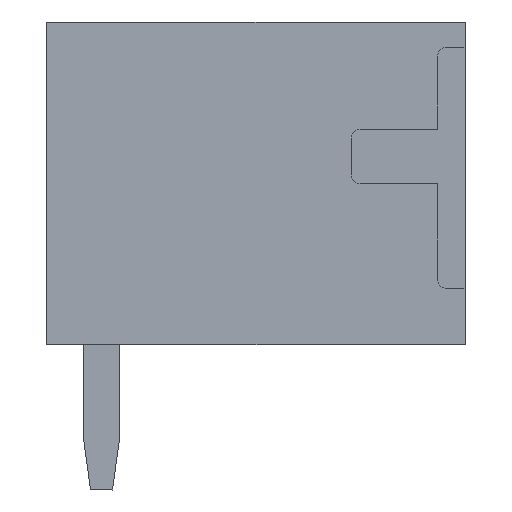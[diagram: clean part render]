
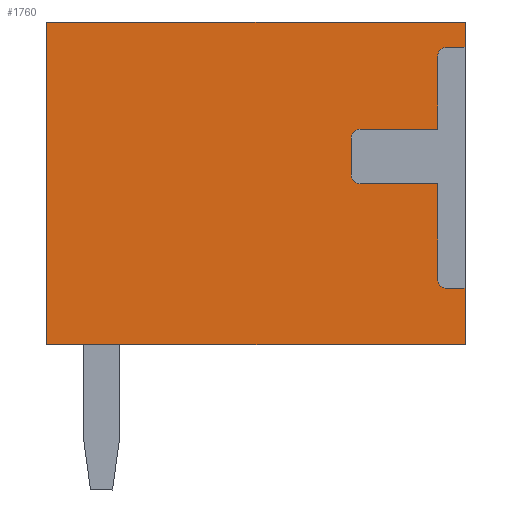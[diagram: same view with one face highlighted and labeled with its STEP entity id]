
A CAD part, left-side view. The second image highlights one B-rep face of the part: STEP entity #1760.
In plain terms, the highlighted planar face has unit normal (-1, 0, 0).
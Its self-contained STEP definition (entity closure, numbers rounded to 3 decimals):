
#1660=AXIS2_PLACEMENT_3D('Plane Axis2P3D',#1657,#1658,#1659) ;
#1676=AXIS2_PLACEMENT_3D('Circle Axis2P3D',#1674,#1675,$) ;
#1697=AXIS2_PLACEMENT_3D('Circle Axis2P3D',#1695,#1696,$) ;
#1711=AXIS2_PLACEMENT_3D('Circle Axis2P3D',#1709,#1710,$) ;
#1732=AXIS2_PLACEMENT_3D('Circle Axis2P3D',#1730,#1731,$) ;
#77=CARTESIAN_POINT('Vertex',(0.3,0.,10.3)) ;
#80=CARTESIAN_POINT('Line Origine',(0.3,0.,10.02)) ;
#84=CARTESIAN_POINT('Vertex',(0.3,0.,9.74)) ;
#105=CARTESIAN_POINT('Vertex',(0.3,0.,4.44)) ;
#108=CARTESIAN_POINT('Line Origine',(0.3,0.,3.82)) ;
#112=CARTESIAN_POINT('Vertex',(0.3,0.,3.2)) ;
#1291=CARTESIAN_POINT('Vertex',(0.3,9.2,10.3)) ;
#1294=CARTESIAN_POINT('Line Origine',(0.3,4.6,10.3)) ;
#1577=CARTESIAN_POINT('Line Origine',(0.3,4.6,3.2)) ;
#1581=CARTESIAN_POINT('Vertex',(0.3,9.2,3.2)) ;
#1657=CARTESIAN_POINT('Axis2P3D Location',(0.3,0.,0.)) ;
#1662=CARTESIAN_POINT('Line Origine',(0.3,9.2,6.75)) ;
#1667=CARTESIAN_POINT('Line Origine',(0.3,0.2,4.44)) ;
#1671=CARTESIAN_POINT('Vertex',(0.3,0.4,4.44)) ;
#1674=CARTESIAN_POINT('Axis2P3D Location',(0.3,0.4,4.64)) ;
#1678=CARTESIAN_POINT('Vertex',(0.3,0.6,4.64)) ;
#1681=CARTESIAN_POINT('Line Origine',(0.3,0.6,5.69)) ;
#1685=CARTESIAN_POINT('Vertex',(0.3,0.6,6.74)) ;
#1688=CARTESIAN_POINT('Line Origine',(0.3,1.45,6.74)) ;
#1692=CARTESIAN_POINT('Vertex',(0.3,2.3,6.74)) ;
#1695=CARTESIAN_POINT('Axis2P3D Location',(0.3,2.3,6.94)) ;
#1699=CARTESIAN_POINT('Vertex',(0.3,2.5,6.94)) ;
#1702=CARTESIAN_POINT('Line Origine',(0.3,2.5,7.34)) ;
#1706=CARTESIAN_POINT('Vertex',(0.3,2.5,7.74)) ;
#1709=CARTESIAN_POINT('Axis2P3D Location',(0.3,2.3,7.74)) ;
#1713=CARTESIAN_POINT('Vertex',(0.3,2.3,7.94)) ;
#1716=CARTESIAN_POINT('Line Origine',(0.3,1.45,7.94)) ;
#1720=CARTESIAN_POINT('Vertex',(0.3,0.6,7.94)) ;
#1723=CARTESIAN_POINT('Line Origine',(0.3,0.6,8.74)) ;
#1727=CARTESIAN_POINT('Vertex',(0.3,0.6,9.54)) ;
#1730=CARTESIAN_POINT('Axis2P3D Location',(0.3,0.4,9.54)) ;
#1734=CARTESIAN_POINT('Vertex',(0.3,0.4,9.74)) ;
#1737=CARTESIAN_POINT('Line Origine',(0.3,0.2,9.74)) ;
#81=DIRECTION('Vector Direction',(0.,0.,-1.)) ;
#109=DIRECTION('Vector Direction',(0.,0.,-1.)) ;
#1295=DIRECTION('Vector Direction',(0.,-1.,0.)) ;
#1578=DIRECTION('Vector Direction',(0.,1.,0.)) ;
#1658=DIRECTION('Axis2P3D Direction',(-1.,0.,0.)) ;
#1659=DIRECTION('Axis2P3D XDirection',(0.,-1.,0.)) ;
#1663=DIRECTION('Vector Direction',(0.,0.,1.)) ;
#1668=DIRECTION('Vector Direction',(0.,-1.,0.)) ;
#1675=DIRECTION('Axis2P3D Direction',(-1.,0.,0.)) ;
#1682=DIRECTION('Vector Direction',(0.,0.,-1.)) ;
#1689=DIRECTION('Vector Direction',(0.,-1.,0.)) ;
#1696=DIRECTION('Axis2P3D Direction',(-1.,0.,0.)) ;
#1703=DIRECTION('Vector Direction',(0.,0.,-1.)) ;
#1710=DIRECTION('Axis2P3D Direction',(-1.,0.,0.)) ;
#1717=DIRECTION('Vector Direction',(0.,1.,0.)) ;
#1724=DIRECTION('Vector Direction',(0.,0.,-1.)) ;
#1731=DIRECTION('Axis2P3D Direction',(-1.,0.,0.)) ;
#1738=DIRECTION('Vector Direction',(0.,1.,0.)) ;
#82=VECTOR('Line Direction',#81,1.) ;
#110=VECTOR('Line Direction',#109,1.) ;
#1296=VECTOR('Line Direction',#1295,1.) ;
#1579=VECTOR('Line Direction',#1578,1.) ;
#1664=VECTOR('Line Direction',#1663,1.) ;
#1669=VECTOR('Line Direction',#1668,1.) ;
#1683=VECTOR('Line Direction',#1682,1.) ;
#1690=VECTOR('Line Direction',#1689,1.) ;
#1704=VECTOR('Line Direction',#1703,1.) ;
#1718=VECTOR('Line Direction',#1717,1.) ;
#1725=VECTOR('Line Direction',#1724,1.) ;
#1739=VECTOR('Line Direction',#1738,1.) ;
#1743=ORIENTED_EDGE('',*,*,#86,.T.) ;
#1744=ORIENTED_EDGE('',*,*,#1298,.T.) ;
#1745=ORIENTED_EDGE('',*,*,#1666,.T.) ;
#1746=ORIENTED_EDGE('',*,*,#1583,.T.) ;
#1747=ORIENTED_EDGE('',*,*,#114,.T.) ;
#1748=ORIENTED_EDGE('',*,*,#1673,.T.) ;
#1749=ORIENTED_EDGE('',*,*,#1680,.T.) ;
#1750=ORIENTED_EDGE('',*,*,#1687,.T.) ;
#1751=ORIENTED_EDGE('',*,*,#1694,.T.) ;
#1752=ORIENTED_EDGE('',*,*,#1701,.T.) ;
#1753=ORIENTED_EDGE('',*,*,#1708,.T.) ;
#1754=ORIENTED_EDGE('',*,*,#1715,.T.) ;
#1755=ORIENTED_EDGE('',*,*,#1722,.T.) ;
#1756=ORIENTED_EDGE('',*,*,#1729,.T.) ;
#1757=ORIENTED_EDGE('',*,*,#1736,.T.) ;
#1758=ORIENTED_EDGE('',*,*,#1741,.T.) ;
#1760=ADVANCED_FACE('HOUSING',(#1759),#1661,.T.) ;
#1677=CIRCLE('generated circle',#1676,0.2) ;
#1698=CIRCLE('generated circle',#1697,0.2) ;
#1712=CIRCLE('generated circle',#1711,0.2) ;
#1733=CIRCLE('generated circle',#1732,0.2) ;
#86=EDGE_CURVE('',#85,#78,#83,.F.) ;
#114=EDGE_CURVE('',#113,#106,#111,.F.) ;
#1298=EDGE_CURVE('',#78,#1292,#1297,.F.) ;
#1583=EDGE_CURVE('',#1582,#113,#1580,.F.) ;
#1666=EDGE_CURVE('',#1292,#1582,#1665,.F.) ;
#1673=EDGE_CURVE('',#106,#1672,#1670,.F.) ;
#1680=EDGE_CURVE('',#1672,#1679,#1677,.F.) ;
#1687=EDGE_CURVE('',#1679,#1686,#1684,.F.) ;
#1694=EDGE_CURVE('',#1686,#1693,#1691,.F.) ;
#1701=EDGE_CURVE('',#1693,#1700,#1698,.F.) ;
#1708=EDGE_CURVE('',#1700,#1707,#1705,.F.) ;
#1715=EDGE_CURVE('',#1707,#1714,#1712,.F.) ;
#1722=EDGE_CURVE('',#1714,#1721,#1719,.F.) ;
#1729=EDGE_CURVE('',#1721,#1728,#1726,.F.) ;
#1736=EDGE_CURVE('',#1728,#1735,#1733,.F.) ;
#1741=EDGE_CURVE('',#1735,#85,#1740,.F.) ;
#1742=EDGE_LOOP('',(#1743,#1744,#1745,#1746,#1747,#1748,#1749,#1750,#1751,#1752,#1753,#1754,#1755,#1756,#1757,#1758)) ;
#1759=FACE_OUTER_BOUND('',#1742,.T.) ;
#83=LINE('Line',#80,#82) ;
#111=LINE('Line',#108,#110) ;
#1297=LINE('Line',#1294,#1296) ;
#1580=LINE('Line',#1577,#1579) ;
#1665=LINE('Line',#1662,#1664) ;
#1670=LINE('Line',#1667,#1669) ;
#1684=LINE('Line',#1681,#1683) ;
#1691=LINE('Line',#1688,#1690) ;
#1705=LINE('Line',#1702,#1704) ;
#1719=LINE('Line',#1716,#1718) ;
#1726=LINE('Line',#1723,#1725) ;
#1740=LINE('Line',#1737,#1739) ;
#1661=PLANE('',#1660) ;
#78=VERTEX_POINT('',#77) ;
#85=VERTEX_POINT('',#84) ;
#106=VERTEX_POINT('',#105) ;
#113=VERTEX_POINT('',#112) ;
#1292=VERTEX_POINT('',#1291) ;
#1582=VERTEX_POINT('',#1581) ;
#1672=VERTEX_POINT('',#1671) ;
#1679=VERTEX_POINT('',#1678) ;
#1686=VERTEX_POINT('',#1685) ;
#1693=VERTEX_POINT('',#1692) ;
#1700=VERTEX_POINT('',#1699) ;
#1707=VERTEX_POINT('',#1706) ;
#1714=VERTEX_POINT('',#1713) ;
#1721=VERTEX_POINT('',#1720) ;
#1728=VERTEX_POINT('',#1727) ;
#1735=VERTEX_POINT('',#1734) ;
